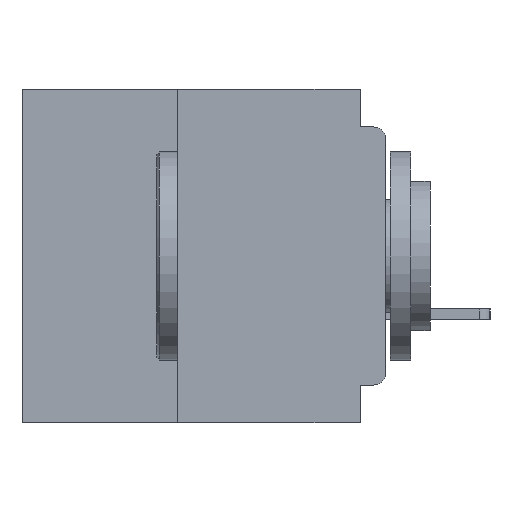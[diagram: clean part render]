
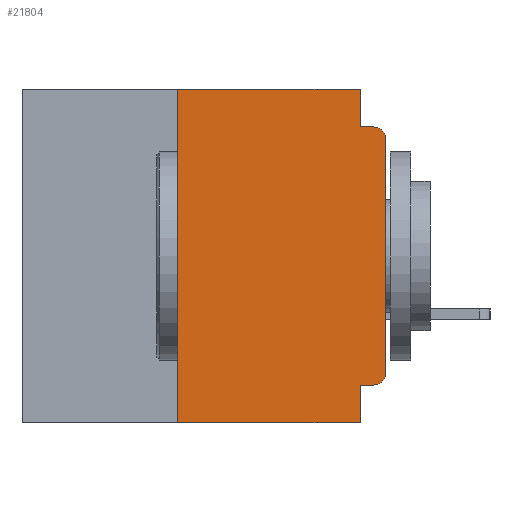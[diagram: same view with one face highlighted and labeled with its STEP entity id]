
A CAD part, left-side view. The second image highlights one B-rep face of the part: STEP entity #21804.
In plain terms, the highlighted planar face has unit normal (-1, 0, 0).
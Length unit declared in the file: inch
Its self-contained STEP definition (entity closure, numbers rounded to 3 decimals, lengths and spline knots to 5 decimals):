
#138 = EDGE_CURVE ( 'NONE', #20472, #32643, #25274, .T. ) ;
#1385 = VECTOR ( 'NONE', #31113, 39.37008 ) ;
#1477 = CARTESIAN_POINT ( 'NONE',  ( 0., 0., -0.355 ) ) ;
#1516 = DIRECTION ( 'NONE',  ( 0., 0., -1. ) ) ;
#1930 = CARTESIAN_POINT ( 'NONE',  ( 0., 0.031, -0.045 ) ) ;
#1981 = VECTOR ( 'NONE', #6349, 39.37008 ) ;
#2544 = CARTESIAN_POINT ( 'NONE',  ( 0., 0.031, 0. ) ) ;
#2919 = DIRECTION ( 'NONE',  ( 0., -1., 0. ) ) ;
#3822 = AXIS2_PLACEMENT_3D ( 'NONE', #27913, #11305, #30697 ) ;
#4274 = DIRECTION ( 'NONE',  ( 0., 1., 0. ) ) ;
#5136 = ORIENTED_EDGE ( 'NONE', *, *, #28008, .F. ) ;
#6349 = DIRECTION ( 'NONE',  ( 0., -1., 0. ) ) ;
#6477 = VECTOR ( 'NONE', #25395, 39.37008 ) ;
#7258 = VERTEX_POINT ( 'NONE', #25028 ) ;
#7835 = CIRCLE ( 'NONE', #3822, 0.015 ) ;
#8285 = CARTESIAN_POINT ( 'NONE',  ( 0., 0.437, -0.4 ) ) ;
#8711 = ORIENTED_EDGE ( 'NONE', *, *, #30828, .T. ) ;
#8866 = VECTOR ( 'NONE', #15218, 39.37008 ) ;
#9045 = DIRECTION ( 'NONE',  ( -1., 0., 0. ) ) ;
#9452 = DIRECTION ( 'NONE',  ( 0., -1., 0. ) ) ;
#10213 = LINE ( 'NONE', #10410, #24105 ) ;
#10335 = ORIENTED_EDGE ( 'NONE', *, *, #138, .T. ) ;
#10410 = CARTESIAN_POINT ( 'NONE',  ( 0., 0., 0. ) ) ;
#10470 = ORIENTED_EDGE ( 'NONE', *, *, #29013, .F. ) ;
#10591 = EDGE_CURVE ( 'NONE', #7258, #32643, #16310, .T. ) ;
#11094 = VERTEX_POINT ( 'NONE', #15638 ) ;
#11155 = CARTESIAN_POINT ( 'NONE',  ( 0., 0.437, 0. ) ) ;
#11305 = DIRECTION ( 'NONE',  ( -1., 0., 0. ) ) ;
#11581 = VECTOR ( 'NONE', #4274, 39.37008 ) ;
#12141 = EDGE_CURVE ( 'NONE', #17301, #12408, #17128, .T. ) ;
#12408 = VERTEX_POINT ( 'NONE', #35080 ) ;
#12562 = PLANE ( 'NONE',  #34022 ) ;
#13798 = ORIENTED_EDGE ( 'NONE', *, *, #12141, .T. ) ;
#14674 = CARTESIAN_POINT ( 'NONE',  ( 0., 0., -0.045 ) ) ;
#15218 = DIRECTION ( 'NONE',  ( 0., 0., -1. ) ) ;
#15638 = CARTESIAN_POINT ( 'NONE',  ( 0., 0., -0.06 ) ) ;
#15951 = LINE ( 'NONE', #14674, #1981 ) ;
#16310 = LINE ( 'NONE', #26180, #8866 ) ;
#16890 = EDGE_CURVE ( 'NONE', #20472, #32445, #23523, .T. ) ;
#17048 = FACE_OUTER_BOUND ( 'NONE', #35515, .T. ) ;
#17128 = CIRCLE ( 'NONE', #17204, 0.015 ) ;
#17166 = VECTOR ( 'NONE', #2919, 39.37008 ) ;
#17204 = AXIS2_PLACEMENT_3D ( 'NONE', #25675, #9045, #28433 ) ;
#17301 = VERTEX_POINT ( 'NONE', #24436 ) ;
#18185 = DIRECTION ( 'NONE',  ( 1., 0., 0. ) ) ;
#20472 = VERTEX_POINT ( 'NONE', #30820 ) ;
#20837 = VERTEX_POINT ( 'NONE', #1930 ) ;
#20954 = CARTESIAN_POINT ( 'NONE',  ( 0., 0.015, -0.045 ) ) ;
#21260 = LINE ( 'NONE', #22597, #6477 ) ;
#21333 = EDGE_CURVE ( 'NONE', #12408, #11094, #10213, .T. ) ;
#21804 = ADVANCED_FACE ( 'NONE', ( #17048 ), #12562, .F. ) ;
#22536 = EDGE_CURVE ( 'NONE', #31425, #20837, #21260, .T. ) ;
#22597 = CARTESIAN_POINT ( 'NONE',  ( 0., 0.031, 0. ) ) ;
#22598 = ORIENTED_EDGE ( 'NONE', *, *, #21333, .T. ) ;
#23523 = LINE ( 'NONE', #28315, #1385 ) ;
#24105 = VECTOR ( 'NONE', #32585, 39.37008 ) ;
#24436 = CARTESIAN_POINT ( 'NONE',  ( 0., 0.015, -0.355 ) ) ;
#24688 = EDGE_CURVE ( 'NONE', #17301, #7258, #34549, .T. ) ;
#25028 = CARTESIAN_POINT ( 'NONE',  ( 0., 0.031, -0.355 ) ) ;
#25274 = LINE ( 'NONE', #8285, #31767 ) ;
#25395 = DIRECTION ( 'NONE',  ( 0., 0., -1. ) ) ;
#25675 = CARTESIAN_POINT ( 'NONE',  ( 0., 0.015, -0.34 ) ) ;
#25957 = ORIENTED_EDGE ( 'NONE', *, *, #24688, .F. ) ;
#26139 = ORIENTED_EDGE ( 'NONE', *, *, #22536, .F. ) ;
#26180 = CARTESIAN_POINT ( 'NONE',  ( 0., 0.031, -0.4 ) ) ;
#27089 = CARTESIAN_POINT ( 'NONE',  ( 0., 0.25, 0. ) ) ;
#27909 = ORIENTED_EDGE ( 'NONE', *, *, #16890, .F. ) ;
#27913 = CARTESIAN_POINT ( 'NONE',  ( 0., 0.015, -0.06 ) ) ;
#27920 = CARTESIAN_POINT ( 'NONE',  ( 0., 0.031, -0.4 ) ) ;
#28008 = EDGE_CURVE ( 'NONE', #20837, #31802, #15951, .T. ) ;
#28315 = CARTESIAN_POINT ( 'NONE',  ( 0., 0.25, -0.4 ) ) ;
#28433 = DIRECTION ( 'NONE',  ( 0., 0., -1. ) ) ;
#29013 = EDGE_CURVE ( 'NONE', #32445, #31425, #32711, .T. ) ;
#30697 = DIRECTION ( 'NONE',  ( 0., 0., -1. ) ) ;
#30820 = CARTESIAN_POINT ( 'NONE',  ( 0., 0.25, -0.4 ) ) ;
#30828 = EDGE_CURVE ( 'NONE', #11094, #31802, #7835, .T. ) ;
#31113 = DIRECTION ( 'NONE',  ( 0., 0., 1. ) ) ;
#31425 = VERTEX_POINT ( 'NONE', #2544 ) ;
#31767 = VECTOR ( 'NONE', #9452, 39.37008 ) ;
#31802 = VERTEX_POINT ( 'NONE', #20954 ) ;
#32445 = VERTEX_POINT ( 'NONE', #27089 ) ;
#32585 = DIRECTION ( 'NONE',  ( 0., 0., 1. ) ) ;
#32643 = VERTEX_POINT ( 'NONE', #27920 ) ;
#32711 = LINE ( 'NONE', #11155, #17166 ) ;
#34022 = AXIS2_PLACEMENT_3D ( 'NONE', #34713, #18185, #1516 ) ;
#34549 = LINE ( 'NONE', #1477, #11581 ) ;
#34711 = ORIENTED_EDGE ( 'NONE', *, *, #10591, .F. ) ;
#34713 = CARTESIAN_POINT ( 'NONE',  ( 0., 0.437, 0. ) ) ;
#35080 = CARTESIAN_POINT ( 'NONE',  ( 0., 0., -0.34 ) ) ;
#35515 = EDGE_LOOP ( 'NONE', ( #22598, #8711, #5136, #26139, #10470, #27909, #10335, #34711, #25957, #13798 ) ) ;
